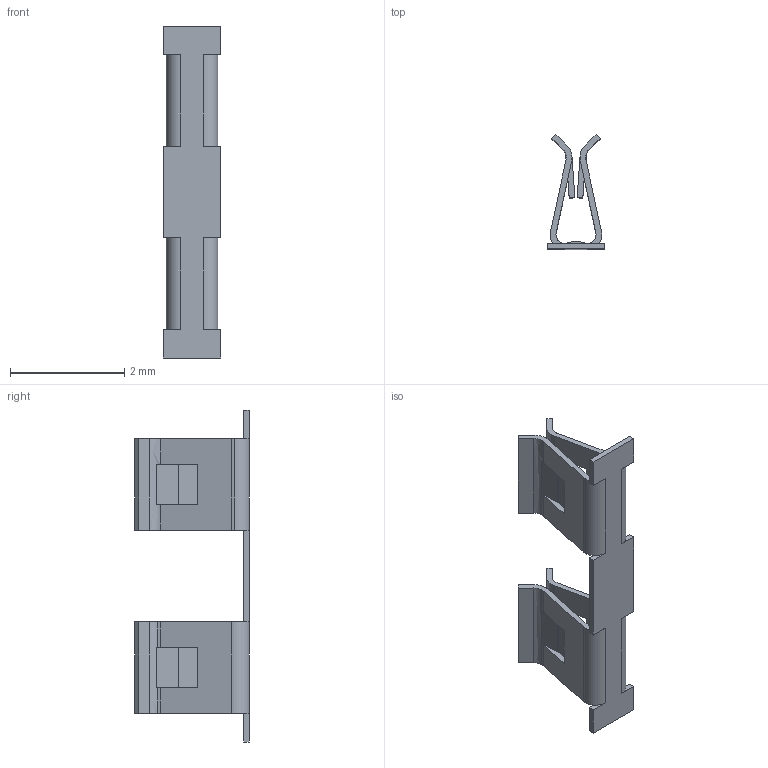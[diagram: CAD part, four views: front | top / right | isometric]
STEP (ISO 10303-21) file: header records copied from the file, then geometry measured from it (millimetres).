
FILE_DESCRIPTION(('FreeCAD Model'),'2;1');
FILE_NAME('MC.step','2016-12-05T14:20:31',('FreeCAD'),( 'FreeCAD'),'Open CASCADE STEP processor 6.7','FreeCAD','Unknown');
FILE_SCHEMA(('AUTOMOTIVE_DESIGN_CC2 { 1 2 10303 214 -1 1 5 4 }'));
Length unit declared in the file: millimetre
Products named in the file (1): MC
Bounding box: 1 x 2 x 5.8 mm (x, y, z)
Surface area: 39.9 mm2 (no closed solid volume)
Topology: 0 solids, 118 shells, 118 faces, 688 edges, 688 vertices
Faces by surface type: bspline 88, revolution 30
Entity records: 13230 total; most frequent: CARTESIAN_POINT 4221, DIRECTION 934, ORIENTED_EDGE 688, EDGE_CURVE 688, VERTEX_POINT 688, SURFACE_CURVE 688, PCURVE 688, DEFINITIONAL_REPRESENTATION 688
